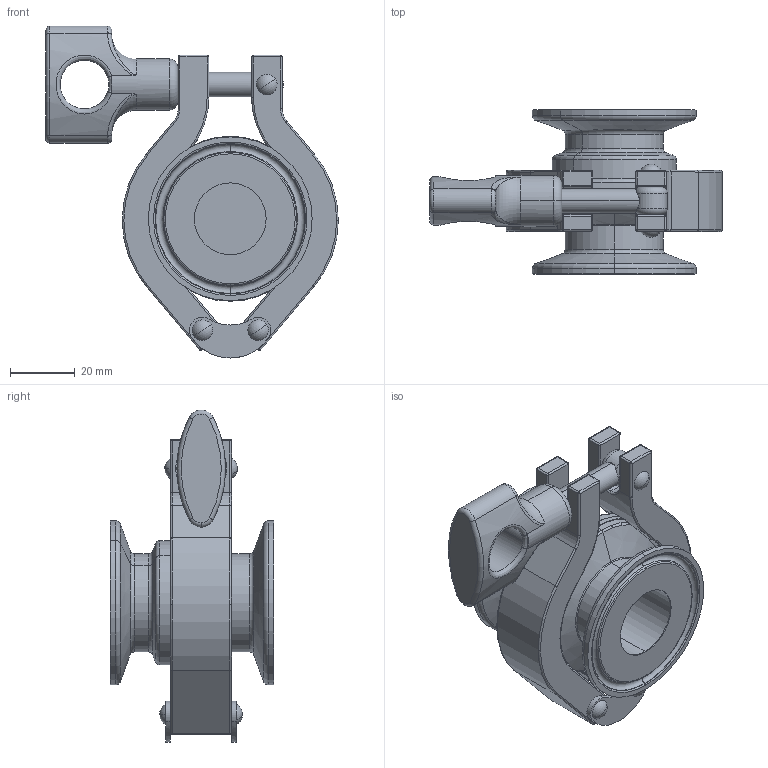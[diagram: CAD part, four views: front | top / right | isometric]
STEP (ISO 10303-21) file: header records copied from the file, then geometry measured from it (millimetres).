
FILE_DESCRIPTION (( 'STEP AP203' ), '1' );
FILE_NAME ('93JR-100-C_defeature.STEP', '2021-08-10T13:52:07', ( '' ), ( '' ), 'SwSTEP 2.0', 'SolidWorks 2018', '' );
FILE_SCHEMA (( 'CONFIG_CONTROL_DESIGN' ));
Length unit declared in the file: inch
Products named in the file (2): 93JR-100-C_defeature
Bounding box: 90.11 x 50.5 x 102.23 mm (x, y, z)
Volume: 97429.2 mm3; surface area: 33263.1 mm2
Topology: 1 solids, 1 shells, 350 faces, 853 edges, 484 vertices
Faces by surface type: cylinder 129, torus 81, plane 52, sphere 36, bspline 32, cone 20
Entity records: 12877 total; most frequent: CARTESIAN_POINT 4693, DIRECTION 1808, ORIENTED_EDGE 1658, EDGE_CURVE 829, AXIS2_PLACEMENT_3D 787, VERTEX_POINT 484, CIRCLE 467, EDGE_LOOP 365
